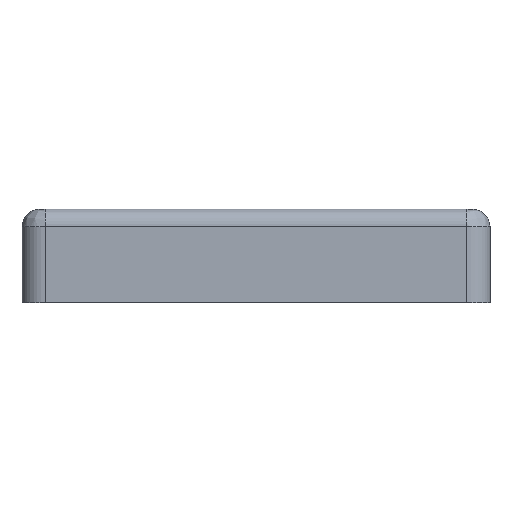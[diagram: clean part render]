
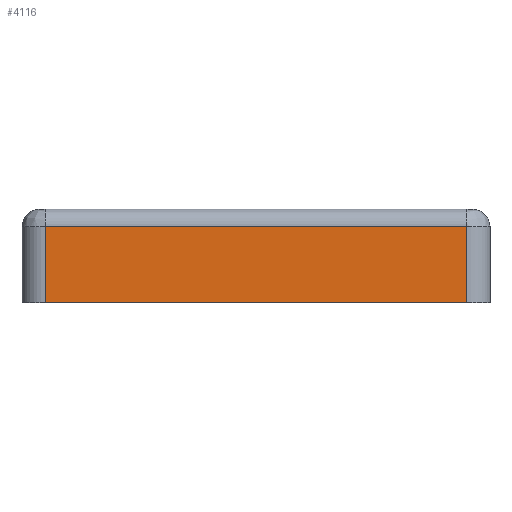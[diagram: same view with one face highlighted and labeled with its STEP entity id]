
A CAD part, front view. The second image highlights one B-rep face of the part: STEP entity #4116.
In plain terms, the highlighted planar face has unit normal (0, -1, 0).
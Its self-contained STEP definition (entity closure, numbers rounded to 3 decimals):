
#302 = EDGE_CURVE ( 'NONE', #6127, #7975, #5552, .T. ) ;
#737 = DIRECTION ( 'NONE',  ( -1., 0., 0. ) ) ;
#1553 = DIRECTION ( 'NONE',  ( 0., 0., 1. ) ) ;
#1617 = LINE ( 'NONE', #3042, #4202 ) ;
#1873 = CARTESIAN_POINT ( 'NONE',  ( -36., -40., 0. ) ) ;
#1893 = CARTESIAN_POINT ( 'NONE',  ( 36., -40., 0. ) ) ;
#2274 = DIRECTION ( 'NONE',  ( 1., 0., 0. ) ) ;
#2741 = DIRECTION ( 'NONE',  ( 0., 1., 0. ) ) ;
#3042 = CARTESIAN_POINT ( 'NONE',  ( 40., -40., 13. ) ) ;
#3049 = VERTEX_POINT ( 'NONE', #1893 ) ;
#3177 = AXIS2_PLACEMENT_3D ( 'NONE', #3510, #2741, #5813 ) ;
#3510 = CARTESIAN_POINT ( 'NONE',  ( 40., -40., 16. ) ) ;
#3517 = EDGE_CURVE ( 'NONE', #3049, #6127, #5989, .T. ) ;
#3921 = CARTESIAN_POINT ( 'NONE',  ( -36., -40., 16. ) ) ;
#4011 = ORIENTED_EDGE ( 'NONE', *, *, #8472, .F. ) ;
#4030 = VECTOR ( 'NONE', #8581, 1000. ) ;
#4116 = ADVANCED_FACE ( 'NONE', ( #5624 ), #8697, .F. ) ;
#4202 = VECTOR ( 'NONE', #2274, 1000. ) ;
#4341 = CARTESIAN_POINT ( 'NONE',  ( 36., -40., 13. ) ) ;
#5245 = ORIENTED_EDGE ( 'NONE', *, *, #3517, .F. ) ;
#5552 = LINE ( 'NONE', #3921, #7601 ) ;
#5624 = FACE_OUTER_BOUND ( 'NONE', #9518, .T. ) ;
#5813 = DIRECTION ( 'NONE',  ( 0., 0., 1. ) ) ;
#5989 = LINE ( 'NONE', #9073, #7019 ) ;
#6004 = VERTEX_POINT ( 'NONE', #4341 ) ;
#6127 = VERTEX_POINT ( 'NONE', #1873 ) ;
#6744 = CARTESIAN_POINT ( 'NONE',  ( -36., -40., 13. ) ) ;
#6875 = ORIENTED_EDGE ( 'NONE', *, *, #8413, .F. ) ;
#7019 = VECTOR ( 'NONE', #737, 1000. ) ;
#7601 = VECTOR ( 'NONE', #1553, 1000. ) ;
#7975 = VERTEX_POINT ( 'NONE', #6744 ) ;
#8119 = ORIENTED_EDGE ( 'NONE', *, *, #302, .F. ) ;
#8367 = LINE ( 'NONE', #9195, #4030 ) ;
#8413 = EDGE_CURVE ( 'NONE', #6004, #3049, #8367, .T. ) ;
#8472 = EDGE_CURVE ( 'NONE', #7975, #6004, #1617, .T. ) ;
#8581 = DIRECTION ( 'NONE',  ( 0., 0., -1. ) ) ;
#8697 = PLANE ( 'NONE',  #3177 ) ;
#9073 = CARTESIAN_POINT ( 'NONE',  ( 40., -40., 0. ) ) ;
#9195 = CARTESIAN_POINT ( 'NONE',  ( 36., -40., 16. ) ) ;
#9518 = EDGE_LOOP ( 'NONE', ( #5245, #6875, #4011, #8119 ) ) ;
